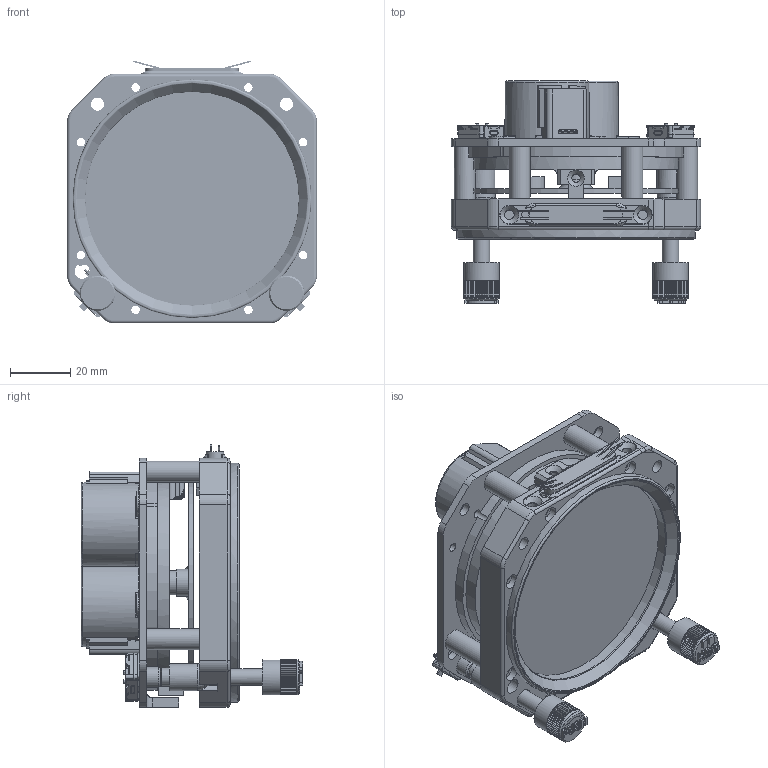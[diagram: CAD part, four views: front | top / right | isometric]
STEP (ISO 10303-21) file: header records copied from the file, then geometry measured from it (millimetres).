
FILE_DESCRIPTION(/* description */ (''),/* implementation_level */ '2;1');
FILE_NAME(/* name */ 'Heading v40.step',/* time_stamp */ '2023-02-13T13:38:59-07:00',/* author */ (''),/* organization */ (''),/* preprocessor_version */ 'ST-DEVELOPER v19.2',/* originating_system */ 'Autodesk Translation Framework v11.17.0.187',/* authorisation */ '');
FILE_SCHEMA (('AUTOMOTIVE_DESIGN { 1 0 10303 214 3 1 1 }'));
Products named in the file (32): Heading; Bezel LED and Glass MS33638C v31; Glass; AIRPLANEEEE; Bezel; TOP LEDS; LED D5 - White-Clear v1; LED D5 - White-Clear v1(Mirror); TOP Bezel LED Holder; Seal No Airplane Optional; Backing Component; Electronics; 28BYJ-48; EC11-SMD-20F-green; EC11-SMD-20F-green_1; EC11-Base; EC11-Shaft-F; EC11-Housing-SMD; Hall Effect Sensor SS494B; Rotating Compass; Internal Gear; Ring Gear Assy; Ring Gear; Bug; Rods 3D Print; Knob Rod; Heading HDG; Knob Base; Knob Text; Heading PUSH; Knob Base (1); Knob Text (1)
Assembly tree (37 placements, depth 4):
  Heading
    Bezel LED and Glass MS33638C v31
      Glass
      AIRPLANEEEE
      Bezel
      TOP LEDS
        LED D5 - White-Clear v1
        LED D5 - White-Clear v1(Mirror)
      TOP Bezel LED Holder
      Seal No Airplane Optional
    Backing Component
    Electronics
      28BYJ-48  x2
      EC11-SMD-20F-green
        EC11-Base
        EC11-Shaft-F
        EC11-Housing-SMD
      EC11-SMD-20F-green_1
        EC11-Base
        EC11-Shaft-F
        EC11-Housing-SMD
      Hall Effect Sensor SS494B  x2
    Rotating Compass
    Internal Gear
    Ring Gear Assy
      Ring Gear
      Bug
    Rods 3D Print
      Knob Rod  x2
    Heading HDG
      Knob Base
      Knob Text
    Heading PUSH
      Knob Base (1)
      Knob Text (1)
Bounding box: 82.93 x 73.8 x 87.37 mm (x, y, z)
Volume: 89746.4 mm3; surface area: 106685.3 mm2
Topology: 98 solids, 98 shells, 6655 faces, 18119 edges, 11721 vertices
Faces by surface type: plane 4874, cylinder 1117, bspline 353, torus 255, cone 52, sphere 4
Full cylindrical faces by diameter (mm): 0.01 x12, 0.8 x6, 0.85 x12, 0.9 x26, 0.95 x8, 1 x20, 1.05 x2, 1.15 x2, 1.25 x4, 1.4 x16, 1.45 x6, 1.5 x8, 1.55 x8, 1.6 x24, 1.7 x2, 2 x1, 2.2 x6, 2.3 x4, 2.8 x23, 3 x5, 3.2 x4, 3.5 x2, 4 x4, 4.15 x2, 4.318 x4, 4.6 x2, 4.92 x2, 4.95 x2, 4.998 x2, 5 x8
Entity records: 172171 total; most frequent: CARTESIAN_POINT 35952, ORIENTED_EDGE 28876, DIRECTION 26471, EDGE_CURVE 14438, LINE 11585, VECTOR 11585, VERTEX_POINT 9375, AXIS2_PLACEMENT_3D 7443
